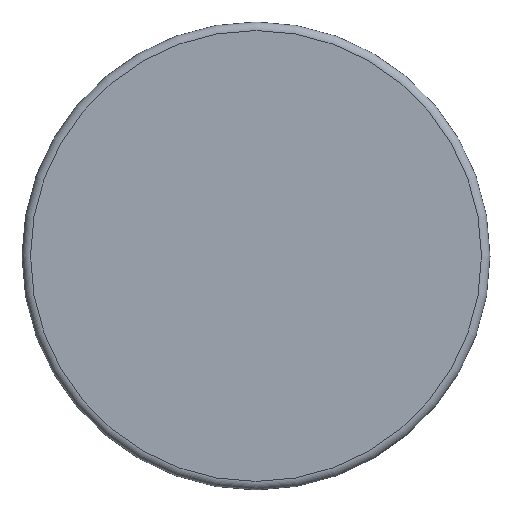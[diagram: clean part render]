
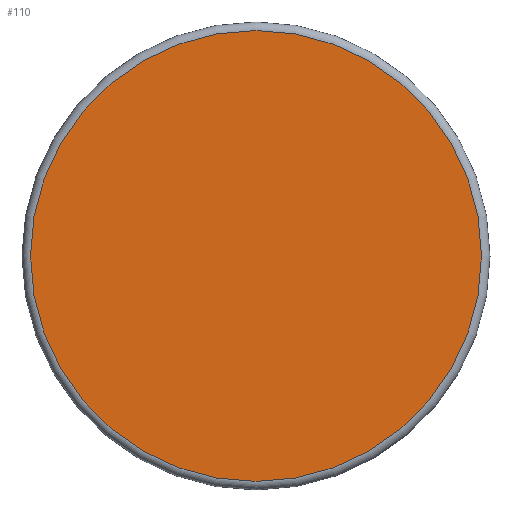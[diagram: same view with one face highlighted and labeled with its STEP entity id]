
A CAD part, top view. The second image highlights one B-rep face of the part: STEP entity #110.
In plain terms, the highlighted planar face has unit normal (0, 0, 1).
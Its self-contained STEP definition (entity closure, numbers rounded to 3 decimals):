
#19=PLANE('',#137);
#29=FACE_OUTER_BOUND('',#37,.T.);
#37=EDGE_LOOP('',(#89));
#47=CIRCLE('',#134,52.668);
#58=VERTEX_POINT('',#194);
#68=EDGE_CURVE('',#58,#58,#47,.T.);
#89=ORIENTED_EDGE('',*,*,#68,.F.);
#110=ADVANCED_FACE('',(#29),#19,.F.);
#134=AXIS2_PLACEMENT_3D('',#196,#158,#159);
#137=AXIS2_PLACEMENT_3D('',#201,#165,#166);
#158=DIRECTION('center_axis',(0.,0.,-1.));
#159=DIRECTION('ref_axis',(-1.,0.,0.));
#165=DIRECTION('center_axis',(0.,0.,-1.));
#166=DIRECTION('ref_axis',(-1.,0.,0.));
#194=CARTESIAN_POINT('',(52.668,0.,0.));
#196=CARTESIAN_POINT('Origin',(0.,0.,0.));
#201=CARTESIAN_POINT('Origin',(0.,0.,0.));
